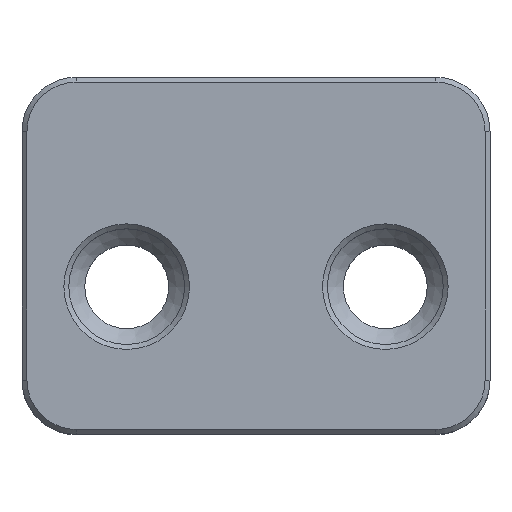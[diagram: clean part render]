
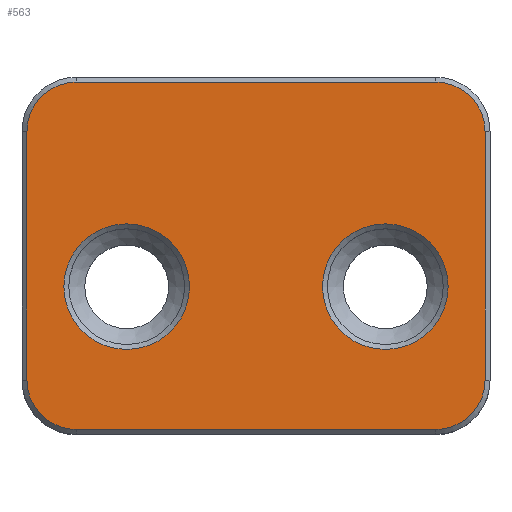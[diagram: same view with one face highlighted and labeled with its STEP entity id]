
A CAD part, top view. The second image highlights one B-rep face of the part: STEP entity #563.
In plain terms, the highlighted planar face has unit normal (0, 0, 1).
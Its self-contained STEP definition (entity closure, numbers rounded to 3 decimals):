
#15=FACE_BOUND('',#94,.T.);
#16=FACE_BOUND('',#95,.T.);
#25=PLANE('',#631);
#57=FACE_OUTER_BOUND('',#93,.T.);
#93=EDGE_LOOP('',(#439,#440,#441,#442,#443,#444,#445,#446));
#94=EDGE_LOOP('',(#447));
#95=EDGE_LOOP('',(#448));
#123=LINE('',#883,#173);
#127=LINE('',#895,#177);
#131=LINE('',#907,#181);
#135=LINE('',#918,#185);
#173=VECTOR('',#703,10.);
#177=VECTOR('',#715,10.);
#181=VECTOR('',#727,10.);
#185=VECTOR('',#739,10.);
#226=CIRCLE('',#611,2.);
#228=CIRCLE('',#615,2.);
#230=CIRCLE('',#619,2.);
#232=CIRCLE('',#623,2.);
#235=CIRCLE('',#632,2.55);
#236=CIRCLE('',#633,2.55);
#255=VERTEX_POINT('',#873);
#258=VERTEX_POINT('',#878);
#259=VERTEX_POINT('',#882);
#261=VERTEX_POINT('',#888);
#263=VERTEX_POINT('',#894);
#265=VERTEX_POINT('',#900);
#267=VERTEX_POINT('',#906);
#269=VERTEX_POINT('',#912);
#276=VERTEX_POINT('',#939);
#277=VERTEX_POINT('',#941);
#308=EDGE_CURVE('',#258,#255,#226,.T.);
#309=EDGE_CURVE('',#255,#259,#123,.T.);
#314=EDGE_CURVE('',#259,#261,#228,.T.);
#315=EDGE_CURVE('',#261,#263,#127,.T.);
#320=EDGE_CURVE('',#263,#265,#230,.T.);
#321=EDGE_CURVE('',#265,#267,#131,.T.);
#326=EDGE_CURVE('',#267,#269,#232,.T.);
#327=EDGE_CURVE('',#269,#258,#135,.T.);
#338=EDGE_CURVE('',#276,#276,#235,.T.);
#339=EDGE_CURVE('',#277,#277,#236,.T.);
#439=ORIENTED_EDGE('',*,*,#308,.F.);
#440=ORIENTED_EDGE('',*,*,#327,.F.);
#441=ORIENTED_EDGE('',*,*,#326,.F.);
#442=ORIENTED_EDGE('',*,*,#321,.F.);
#443=ORIENTED_EDGE('',*,*,#320,.F.);
#444=ORIENTED_EDGE('',*,*,#315,.F.);
#445=ORIENTED_EDGE('',*,*,#314,.F.);
#446=ORIENTED_EDGE('',*,*,#309,.F.);
#447=ORIENTED_EDGE('',*,*,#338,.F.);
#448=ORIENTED_EDGE('',*,*,#339,.F.);
#563=ADVANCED_FACE('',(#57,#15,#16),#25,.T.);
#611=AXIS2_PLACEMENT_3D('',#880,#699,#700);
#615=AXIS2_PLACEMENT_3D('',#892,#711,#712);
#619=AXIS2_PLACEMENT_3D('',#904,#723,#724);
#623=AXIS2_PLACEMENT_3D('',#916,#735,#736);
#631=AXIS2_PLACEMENT_3D('',#938,#760,#761);
#632=AXIS2_PLACEMENT_3D('',#940,#762,#763);
#633=AXIS2_PLACEMENT_3D('',#942,#764,#765);
#699=DIRECTION('center_axis',(0.,0.,-1.));
#700=DIRECTION('ref_axis',(-0.707,0.707,0.));
#703=DIRECTION('',(1.,0.,0.));
#711=DIRECTION('center_axis',(0.,0.,-1.));
#712=DIRECTION('ref_axis',(0.707,0.707,0.));
#715=DIRECTION('',(0.,-1.,0.));
#723=DIRECTION('center_axis',(0.,0.,-1.));
#724=DIRECTION('ref_axis',(0.707,-0.707,0.));
#727=DIRECTION('',(-1.,0.,0.));
#735=DIRECTION('center_axis',(0.,0.,-1.));
#736=DIRECTION('ref_axis',(-0.707,-0.707,0.));
#739=DIRECTION('',(0.,1.,0.));
#760=DIRECTION('center_axis',(0.,0.,1.));
#761=DIRECTION('ref_axis',(1.,0.,0.));
#762=DIRECTION('center_axis',(0.,0.,1.));
#763=DIRECTION('ref_axis',(-1.,0.,0.));
#764=DIRECTION('center_axis',(0.,0.,1.));
#765=DIRECTION('ref_axis',(-1.,0.,0.));
#873=CARTESIAN_POINT('',(2.2,14.3,7.8));
#878=CARTESIAN_POINT('',(0.2,12.3,7.8));
#880=CARTESIAN_POINT('Origin',(2.2,12.3,7.8));
#882=CARTESIAN_POINT('',(16.8,14.3,7.8));
#883=CARTESIAN_POINT('',(14.25,14.3,7.8));
#888=CARTESIAN_POINT('',(18.8,12.3,7.8));
#892=CARTESIAN_POINT('Origin',(16.8,12.3,7.8));
#894=CARTESIAN_POINT('',(18.8,2.2,7.8));
#895=CARTESIAN_POINT('',(18.8,3.625,7.8));
#900=CARTESIAN_POINT('',(16.8,0.2,7.8));
#904=CARTESIAN_POINT('Origin',(16.8,2.2,7.8));
#906=CARTESIAN_POINT('',(2.2,0.2,7.8));
#907=CARTESIAN_POINT('',(4.75,0.2,7.8));
#912=CARTESIAN_POINT('',(0.2,2.2,7.8));
#916=CARTESIAN_POINT('Origin',(2.2,2.2,7.8));
#918=CARTESIAN_POINT('',(0.2,10.875,7.8));
#938=CARTESIAN_POINT('Origin',(9.5,7.25,7.8));
#939=CARTESIAN_POINT('',(17.3,6.,7.8));
#940=CARTESIAN_POINT('Origin',(14.75,6.,7.8));
#941=CARTESIAN_POINT('',(6.8,6.,7.8));
#942=CARTESIAN_POINT('Origin',(4.25,6.,7.8));
